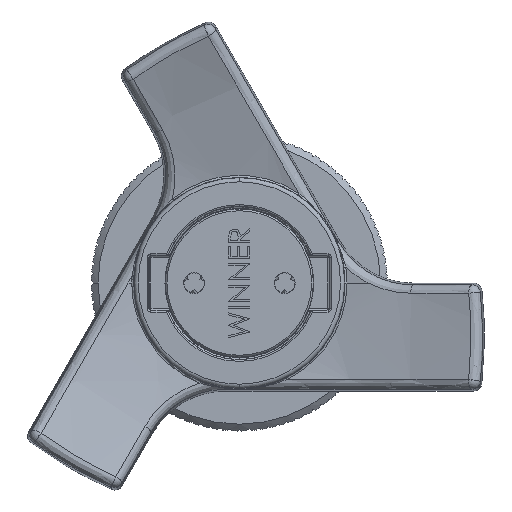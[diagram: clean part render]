
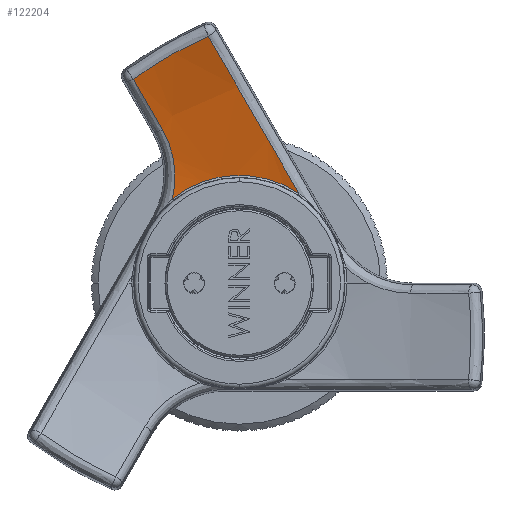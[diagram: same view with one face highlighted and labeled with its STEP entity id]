
A CAD part, left-side view. The second image highlights one B-rep face of the part: STEP entity #122204.
In plain terms, the highlighted spherical face has radius 70 mm.
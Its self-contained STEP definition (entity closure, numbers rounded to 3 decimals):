
#5750 = DIRECTION ( 'NONE',  ( 0., 0., -1. ) ) ;
#6352 = VERTEX_POINT ( 'NONE', #55571 ) ;
#7502 = CARTESIAN_POINT ( 'NONE',  ( -51.857, 11.399, 22.149 ) ) ;
#8744 = CARTESIAN_POINT ( 'NONE',  ( -48.677, 7.668, 11.377 ) ) ;
#9354 = VERTEX_POINT ( 'NONE', #112863 ) ;
#9521 = ORIENTED_EDGE ( 'NONE', *, *, #13588, .T. ) ;
#13588 = EDGE_CURVE ( 'NONE', #113215, #54273, #112506, .T. ) ;
#13660 = ORIENTED_EDGE ( 'NONE', *, *, #52988, .T. ) ;
#18473 = CARTESIAN_POINT ( 'NONE',  ( -49.544, 7.991, 15.592 ) ) ;
#24531 = VERTEX_POINT ( 'NONE', #120179 ) ;
#27818 = SPHERICAL_SURFACE ( 'NONE', #75939, 70. ) ;
#28282 = ORIENTED_EDGE ( 'NONE', *, *, #47747, .T. ) ;
#28620 = CARTESIAN_POINT ( 'NONE',  ( -49.836, -2.478, 18.524 ) ) ;
#29973 = CARTESIAN_POINT ( 'NONE',  ( -53.801, 3.676, 29.186 ) ) ;
#34326 = DIRECTION ( 'NONE',  ( 0., 0., -1. ) ) ;
#35825 = DIRECTION ( 'NONE',  ( 0., -1., 0. ) ) ;
#37446 = CIRCLE ( 'NONE', #54470, 12.73 ) ;
#39431 = B_SPLINE_CURVE_WITH_KNOTS ( 'NONE', 3,
 ( #133890, #92779, #134790, #70708, #28620, #83113, #61896, #29973 ),
 .UNSPECIFIED., .F., .F.,
 ( 4, 2, 2, 4 ),
 ( 0.007, 0.013, 0.018, 0.029 ),
 .UNSPECIFIED. ) ;
#40211 = CARTESIAN_POINT ( 'NONE',  ( -48.733, 7.634, 11.732 ) ) ;
#43435 = EDGE_CURVE ( 'NONE', #6352, #24531, #72251, .T. ) ;
#44568 = ORIENTED_EDGE ( 'NONE', *, *, #43435, .T. ) ;
#47747 = EDGE_CURVE ( 'NONE', #9354, #113215, #39431, .T. ) ;
#49900 = CARTESIAN_POINT ( 'NONE',  ( -49.372, 7.824, 14.913 ) ) ;
#52988 = EDGE_CURVE ( 'NONE', #24531, #9354, #37446, .T. ) ;
#53778 = DIRECTION ( 'NONE',  ( 1., 0., 0. ) ) ;
#54273 = VERTEX_POINT ( 'NONE', #131377 ) ;
#54470 = AXIS2_PLACEMENT_3D ( 'NONE', #116956, #53778, #34326 ) ;
#55571 = CARTESIAN_POINT ( 'NONE',  ( -50.329, 9.091, 18.152 ) ) ;
#59637 = CARTESIAN_POINT ( 'NONE',  ( -49.916, 8.449, 16.908 ) ) ;
#60203 = CARTESIAN_POINT ( 'NONE',  ( -52.799, 12.52, 24.09 ) ) ;
#61896 = CARTESIAN_POINT ( 'NONE',  ( -52.345, 1.971, 26.233 ) ) ;
#67479 = FACE_OUTER_BOUND ( 'NONE', #128094, .T. ) ;
#70285 = CARTESIAN_POINT ( 'NONE',  ( -48.919, 7.601, 12.795 ) ) ;
#70708 = CARTESIAN_POINT ( 'NONE',  ( -49.463, -3.385, 16.953 ) ) ;
#70837 = CARTESIAN_POINT ( 'NONE',  ( -51.032, 10.254, 20.167 ) ) ;
#72251 = B_SPLINE_CURVE_WITH_KNOTS ( 'NONE', 3,
 ( #113551, #102522, #59637, #18473, #49900, #123737, #133455, #70285, #124662, #40211, #8744, #134807, #80860, #82224 ),
 .UNSPECIFIED., .F., .F.,
 ( 4, 2, 2, 2, 2, 2, 4 ),
 ( 0., 0.002, 0.004, 0.005, 0.007, 0.008, 0.009 ),
 .UNSPECIFIED. ) ;
#74717 = EDGE_CURVE ( 'NONE', #54273, #6352, #128565, .T. ) ;
#75939 = AXIS2_PLACEMENT_3D ( 'NONE', #100433, #5750, #35825 ) ;
#80616 = CARTESIAN_POINT ( 'NONE',  ( -53.801, 3.676, 29.186 ) ) ;
#80860 = CARTESIAN_POINT ( 'NONE',  ( -48.528, 7.84, 10.311 ) ) ;
#82224 = CARTESIAN_POINT ( 'NONE',  ( -48.487, 7.927, 9.961 ) ) ;
#83113 = CARTESIAN_POINT ( 'NONE',  ( -51.172, 0.22, 23.198 ) ) ;
#88970 = CARTESIAN_POINT ( 'NONE',  ( -53.801, 3.676, 29.186 ) ) ;
#91567 = CARTESIAN_POINT ( 'NONE',  ( -50.329, 9.091, 18.152 ) ) ;
#92779 = CARTESIAN_POINT ( 'NONE',  ( -48.639, -6.131, 12.195 ) ) ;
#100433 = CARTESIAN_POINT ( 'NONE',  ( -117.32, 0., 0. ) ) ;
#100463 = CARTESIAN_POINT ( 'NONE',  ( -52.799, 12.52, 24.09 ) ) ;
#102522 = CARTESIAN_POINT ( 'NONE',  ( -50.117, 8.741, 17.548 ) ) ;
#112415 = CARTESIAN_POINT ( 'NONE',  ( -53.349, 6.783, 27.812 ) ) ;
#112506 = B_SPLINE_CURVE_WITH_KNOTS ( 'NONE', 3,
 ( #80616, #112415, #122125, #100463 ),
 .UNSPECIFIED., .F., .F.,
 ( 4, 4 ),
 ( 0., 0.01 ),
 .UNSPECIFIED. ) ;
#112863 = CARTESIAN_POINT ( 'NONE',  ( -48.487, -7.053, 10.597 ) ) ;
#113215 = VERTEX_POINT ( 'NONE', #88970 ) ;
#113551 = CARTESIAN_POINT ( 'NONE',  ( -50.329, 9.091, 18.152 ) ) ;
#116956 = CARTESIAN_POINT ( 'NONE',  ( -48.487, 0., 0. ) ) ;
#120179 = CARTESIAN_POINT ( 'NONE',  ( -48.487, 7.927, 9.961 ) ) ;
#122125 = CARTESIAN_POINT ( 'NONE',  ( -53.014, 9.754, 26.103 ) ) ;
#122204 = ADVANCED_FACE ( 'NONE', ( #67479 ), #27818, .F. ) ;
#123737 = CARTESIAN_POINT ( 'NONE',  ( -49.135, 7.67, 13.86 ) ) ;
#124662 = CARTESIAN_POINT ( 'NONE',  ( -48.854, 7.601, 12.441 ) ) ;
#128094 = EDGE_LOOP ( 'NONE', ( #44568, #13660, #28282, #9521, #132119 ) ) ;
#128565 = B_SPLINE_CURVE_WITH_KNOTS ( 'NONE', 3,
 ( #60203, #7502, #70837, #91567 ),
 .UNSPECIFIED., .F., .F.,
 ( 4, 4 ),
 ( 0., 0.007 ),
 .UNSPECIFIED. ) ;
#131377 = CARTESIAN_POINT ( 'NONE',  ( -52.799, 12.52, 24.09 ) ) ;
#132119 = ORIENTED_EDGE ( 'NONE', *, *, #74717, .T. ) ;
#133455 = CARTESIAN_POINT ( 'NONE',  ( -49.06, 7.636, 13.504 ) ) ;
#133890 = CARTESIAN_POINT ( 'NONE',  ( -48.487, -7.053, 10.597 ) ) ;
#134790 = CARTESIAN_POINT ( 'NONE',  ( -48.865, -5.21, 13.791 ) ) ;
#134807 = CARTESIAN_POINT ( 'NONE',  ( -48.575, 7.771, 10.668 ) ) ;
